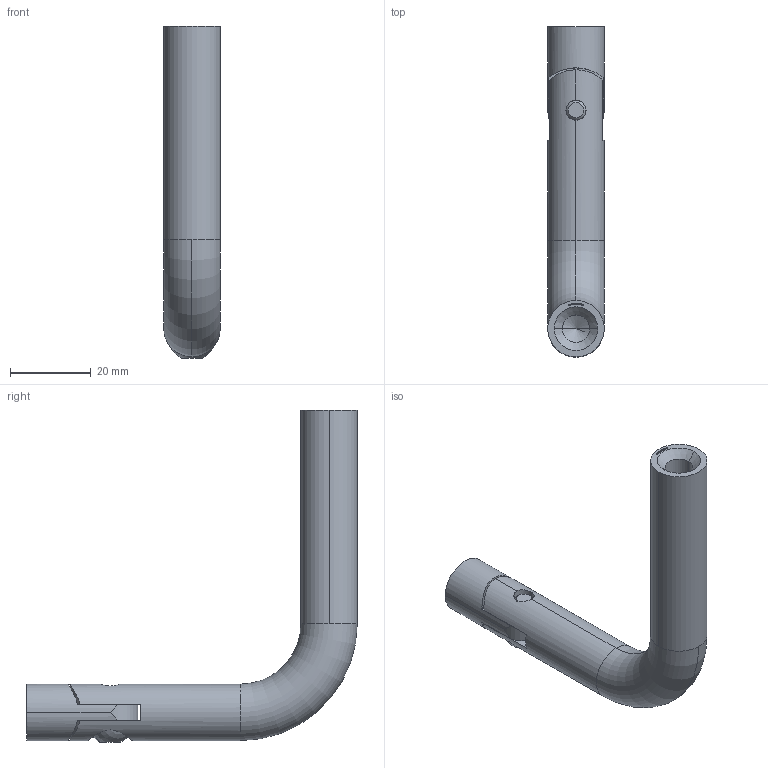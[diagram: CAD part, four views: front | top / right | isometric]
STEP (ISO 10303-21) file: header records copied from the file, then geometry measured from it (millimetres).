
FILE_DESCRIPTION (( 'STEP AP203' ), '1' );
FILE_NAME ('50244-240.STEP', '2020-09-22T14:55:07', ( '' ), ( '' ), 'SwSTEP 2.0', 'SolidWorks 2018', '' );
FILE_SCHEMA (( 'CONFIG_CONTROL_DESIGN' ));
Length unit declared in the file: millimetre
Products named in the file (8): 50244-240 Teil1_50244-240 Teil1; 50244-240; 50244-240 Teil3_ISO 7380 M6x10; 50244-240 Teil2_50244-240 Teil2; 50244-240 Teil2; 50244-240 Teil1; 50244-240 Teil3
Assembly tree (4 placements, depth 2):
  50244-240
    50244-240 Teil1_50244-240 Teil1
    50244-240 Teil2_50244-240 Teil2
    50244-240 Teil3_ISO 7380 M6x10
  50244-240 Teil2
  50244-240 Teil1
  50244-240
    50244-240 Teil3
Bounding box: 14 x 82 x 82.35 mm (x, y, z)
Volume: 20083 mm3; surface area: 8698.9 mm2
Topology: 3 solids, 3 shells, 294 faces, 761 edges, 497 vertices
Faces by surface type: plane 158, bspline 86, cylinder 27, cone 19, torus 2, sphere 2
Entity records: 15138 total; most frequent: CARTESIAN_POINT 7806, ORIENTED_EDGE 1508, DIRECTION 1064, EDGE_CURVE 754, VERTEX_POINT 495, VECTOR 490, LINE 490, EDGE_LOOP 329
